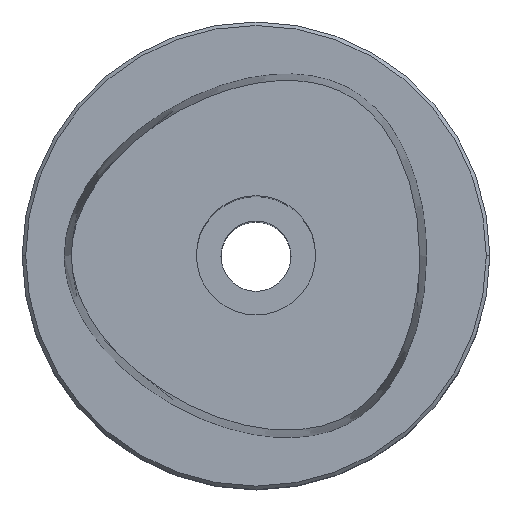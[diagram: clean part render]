
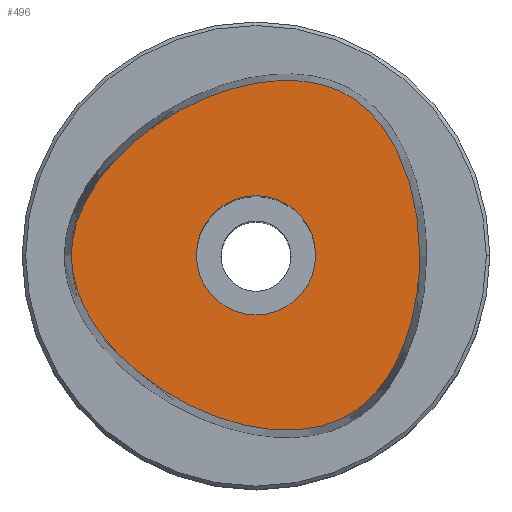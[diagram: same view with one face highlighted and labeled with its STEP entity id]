
A CAD part, top view. The second image highlights one B-rep face of the part: STEP entity #496.
In plain terms, the highlighted planar face has unit normal (0, 0, 1).
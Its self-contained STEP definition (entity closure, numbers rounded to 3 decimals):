
#6=CARTESIAN_POINT('',(-15.8,0.,24.));
#7=CARTESIAN_POINT('',(-15.8,-4.642,24.));
#8=CARTESIAN_POINT('',(-8.04,-13.926,24.));
#9=CARTESIAN_POINT('',(9.84,-17.043,24.));
#10=CARTESIAN_POINT('',(14.,-5.681,24.));
#11=CARTESIAN_POINT('',(14.,0.,24.));
#17=CARTESIAN_POINT('',(14.,0.,24.));
#18=CARTESIAN_POINT('',(14.,5.681,24.));
#19=CARTESIAN_POINT('',(9.84,17.043,24.));
#20=CARTESIAN_POINT('',(-8.04,13.926,24.));
#21=CARTESIAN_POINT('',(-15.8,4.642,24.));
#22=CARTESIAN_POINT('',(-15.8,0.,24.));
#27=CARTESIAN_POINT('',(0.,0.,24.));
#28=DIRECTION('',(0.,0.,-1.));
#29=DIRECTION('',(-1.,0.,0.));
#30=AXIS2_PLACEMENT_3D('',#27,#28,#29);
#35=CARTESIAN_POINT('',(0.,0.,24.));
#36=DIRECTION('',(0.,0.,-1.));
#37=DIRECTION('',(1.,0.,0.));
#38=AXIS2_PLACEMENT_3D('',#35,#36,#37);
#447=VERTEX_POINT('',#6);
#448=VERTEX_POINT('',#11);
#451=CARTESIAN_POINT('',(-5.1,0.,24.));
#452=CARTESIAN_POINT('',(5.1,0.,24.));
#453=VERTEX_POINT('',#451);
#454=VERTEX_POINT('',#452);
#479=CARTESIAN_POINT('',(0.,0.,24.));
#480=DIRECTION('',(0.,0.,-1.));
#481=DIRECTION('',(-1.,0.,0.));
#482=AXIS2_PLACEMENT_3D('',#479,#480,#481);
#483=PLANE('',#482);
#485=ORIENTED_EDGE('',*,*,#484,.F.);
#487=ORIENTED_EDGE('',*,*,#486,.F.);
#488=EDGE_LOOP('',(#485,#487));
#489=FACE_OUTER_BOUND('',#488,.F.);
#491=ORIENTED_EDGE('',*,*,#490,.F.);
#493=ORIENTED_EDGE('',*,*,#492,.F.);
#494=EDGE_LOOP('',(#491,#493));
#495=FACE_BOUND('',#494,.F.);
#12=B_SPLINE_CURVE_WITH_KNOTS('',3,(#6,#7,#8,#9,#10,#11),.UNSPECIFIED.,.F.,.F.,(
4,1,1,4),(0.,0.333,0.667,1.),.UNSPECIFIED.);
#23=B_SPLINE_CURVE_WITH_KNOTS('',3,(#17,#18,#19,#20,#21,#22),.UNSPECIFIED.,.F.,
.F.,(4,1,1,4),(0.,0.333,0.667,1.),.UNSPECIFIED.);
#31=CIRCLE('',#30,5.1);
#39=CIRCLE('',#38,5.1);
#484=EDGE_CURVE('',#447,#448,#12,.T.);
#486=EDGE_CURVE('',#448,#447,#23,.T.);
#490=EDGE_CURVE('',#453,#454,#31,.T.);
#492=EDGE_CURVE('',#454,#453,#39,.T.);
#496=ADVANCED_FACE('',(#489,#495),#483,.F.);
